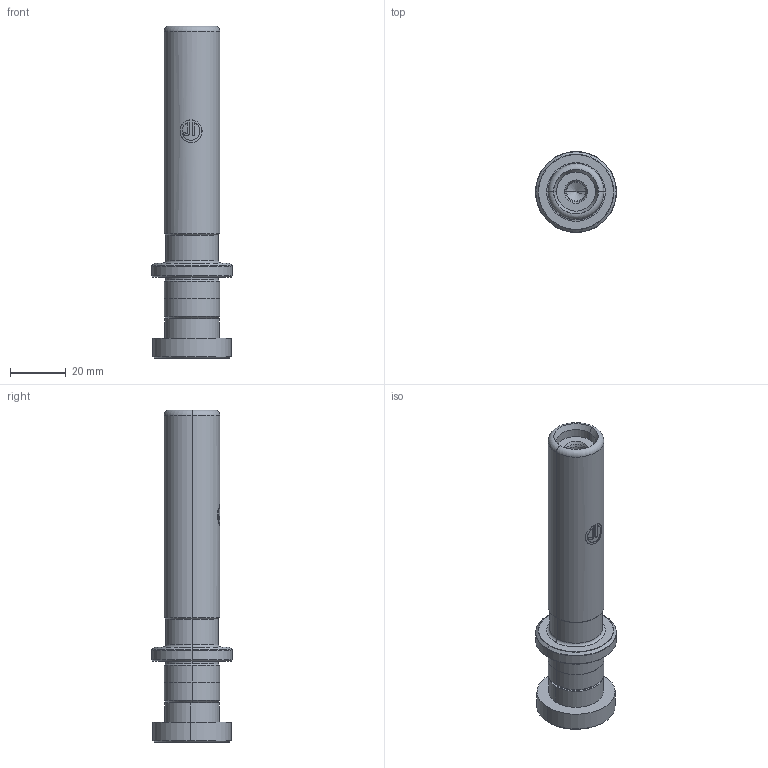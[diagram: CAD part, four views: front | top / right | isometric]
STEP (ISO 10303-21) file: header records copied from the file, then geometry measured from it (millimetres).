
FILE_DESCRIPTION (( 'STEP AP214' ), '1' );
FILE_NAME ('TRPK-D20-L90.STEP', '2025-01-05T07:23:25', ( '111' ), ( '21222' ), 'SwSTEP 2.0', 'SolidWorks 2020', '' );
FILE_SCHEMA (( 'AUTOMOTIVE_DESIGN' ));
Length unit declared in the file: millimetre
Products named in the file (3): TRPK-D20-L90; DRPK蹟簽D20
Assembly tree (2 placements, depth 2):
  TRPK-D20-L90
    TRPK-D20-L90
    DRPK蹟簽D20
Bounding box: 29 x 29 x 119 mm (x, y, z)
Volume: 35290.8 mm3; surface area: 11986.1 mm2
Topology: 2 solids, 2 shells, 95 faces, 202 edges, 120 vertices
Faces by surface type: cylinder 30, cone 26, plane 19, torus 12, bspline 8
Entity records: 3637 total; most frequent: CARTESIAN_POINT 1447, DIRECTION 460, ORIENTED_EDGE 396, AXIS2_PLACEMENT_3D 198, EDGE_CURVE 198, VERTEX_POINT 120, EDGE_LOOP 110, CIRCLE 106
